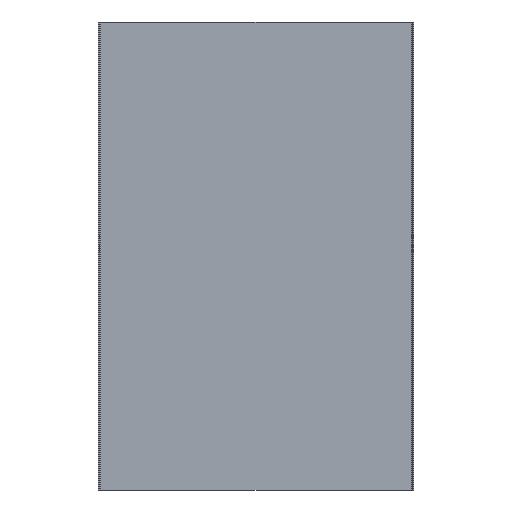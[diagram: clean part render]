
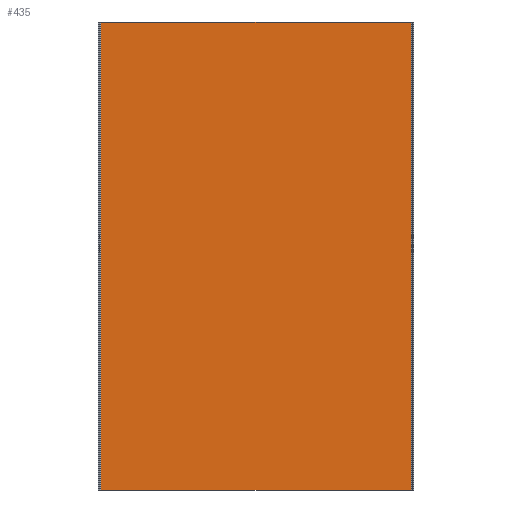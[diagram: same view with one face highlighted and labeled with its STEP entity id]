
A CAD part, front view. The second image highlights one B-rep face of the part: STEP entity #435.
In plain terms, the highlighted planar face has unit normal (0, -1, 0).
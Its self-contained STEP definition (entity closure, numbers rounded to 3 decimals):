
#3 = DIRECTION ( 'NONE',  ( 0., -1., 0. ) ) ;
#26 = ORIENTED_EDGE ( 'NONE', *, *, #306, .F. ) ;
#54 = LINE ( 'NONE', #392, #117 ) ;
#70 = LINE ( 'NONE', #381, #586 ) ;
#117 = VECTOR ( 'NONE', #580, 1000. ) ;
#130 = CARTESIAN_POINT ( 'NONE',  ( -100.75, -0.75, 152. ) ) ;
#132 = CARTESIAN_POINT ( 'NONE',  ( 102.5, -0.75, -152. ) ) ;
#139 = DIRECTION ( 'NONE',  ( 0., 0., -1. ) ) ;
#146 = CARTESIAN_POINT ( 'NONE',  ( 102.5, -0.75, 152. ) ) ;
#155 = FACE_OUTER_BOUND ( 'NONE', #604, .T. ) ;
#157 = PLANE ( 'NONE',  #343 ) ;
#172 = VECTOR ( 'NONE', #387, 1000. ) ;
#229 = ORIENTED_EDGE ( 'NONE', *, *, #483, .T. ) ;
#235 = VERTEX_POINT ( 'NONE', #351 ) ;
#251 = ORIENTED_EDGE ( 'NONE', *, *, #309, .T. ) ;
#255 = ORIENTED_EDGE ( 'NONE', *, *, #454, .F. ) ;
#258 = DIRECTION ( 'NONE',  ( -1., 0., 0. ) ) ;
#269 = VERTEX_POINT ( 'NONE', #331 ) ;
#306 = EDGE_CURVE ( 'NONE', #618, #394, #70, .T. ) ;
#309 = EDGE_CURVE ( 'NONE', #269, #235, #599, .T. ) ;
#313 = CARTESIAN_POINT ( 'NONE',  ( 100.75, -0.75, -152. ) ) ;
#331 = CARTESIAN_POINT ( 'NONE',  ( -100.75, -0.75, 152. ) ) ;
#333 = VECTOR ( 'NONE', #258, 1000. ) ;
#343 = AXIS2_PLACEMENT_3D ( 'NONE', #146, #3, #139 ) ;
#351 = CARTESIAN_POINT ( 'NONE',  ( -100.75, -0.75, -152. ) ) ;
#381 = CARTESIAN_POINT ( 'NONE',  ( 100.75, -0.75, 152. ) ) ;
#387 = DIRECTION ( 'NONE',  ( 0., 0., -1. ) ) ;
#392 = CARTESIAN_POINT ( 'NONE',  ( 102.5, -0.75, 152. ) ) ;
#394 = VERTEX_POINT ( 'NONE', #313 ) ;
#435 = ADVANCED_FACE ( 'NONE', ( #155 ), #157, .T. ) ;
#454 = EDGE_CURVE ( 'NONE', #394, #235, #629, .T. ) ;
#483 = EDGE_CURVE ( 'NONE', #618, #269, #54, .T. ) ;
#561 = CARTESIAN_POINT ( 'NONE',  ( 100.75, -0.75, 152. ) ) ;
#580 = DIRECTION ( 'NONE',  ( -1., 0., 0. ) ) ;
#586 = VECTOR ( 'NONE', #608, 1000. ) ;
#599 = LINE ( 'NONE', #130, #172 ) ;
#604 = EDGE_LOOP ( 'NONE', ( #255, #26, #229, #251 ) ) ;
#608 = DIRECTION ( 'NONE',  ( 0., 0., -1. ) ) ;
#618 = VERTEX_POINT ( 'NONE', #561 ) ;
#629 = LINE ( 'NONE', #132, #333 ) ;
